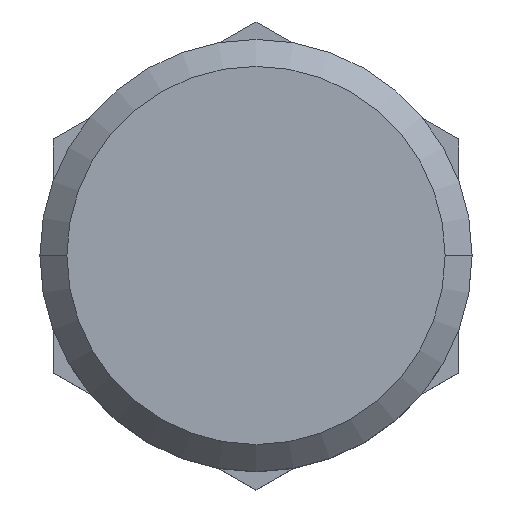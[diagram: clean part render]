
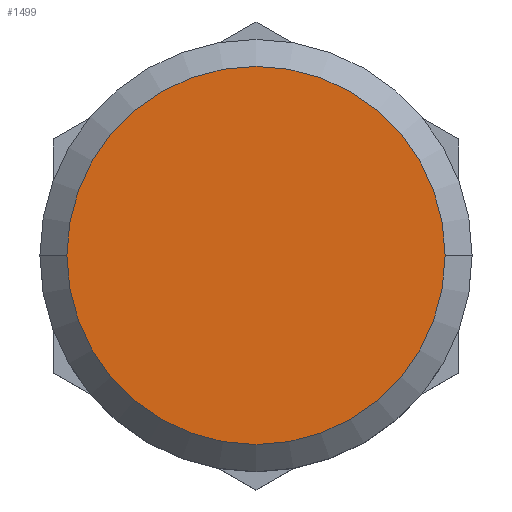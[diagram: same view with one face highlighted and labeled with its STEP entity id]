
A CAD part, top view. The second image highlights one B-rep face of the part: STEP entity #1499.
In plain terms, the highlighted planar face has unit normal (0, 0, 1).
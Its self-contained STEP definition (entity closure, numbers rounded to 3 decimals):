
#1155 = FACE_OUTER_BOUND ( 'NONE', #1764, .T. ) ;
#1170 = AXIS2_PLACEMENT_3D ( 'NONE', #2179, #2180, #2181 ) ;
#1499 = ADVANCED_FACE ( 'NONE', ( #1155 ), #2178, .F. ) ;
#1764 = EDGE_LOOP ( 'NONE', ( #1772, #1845 ) ) ;
#1772 = ORIENTED_EDGE ( 'NONE', *, *, #3225, .T. ) ;
#1845 = ORIENTED_EDGE ( 'NONE', *, *, #3265, .T. ) ;
#2178 = PLANE ( 'NONE',  #1170 ) ;
#2179 = CARTESIAN_POINT ( 'NONE',  ( 0., 0., 0. ) ) ;
#2180 = DIRECTION ( 'NONE',  ( 0., 0., -1. ) ) ;
#2181 = DIRECTION ( 'NONE',  ( -1., 0., 0. ) ) ;
#3225 = EDGE_CURVE ( 'NONE', #3592, #3443, #4391, .T. ) ;
#3265 = EDGE_CURVE ( 'NONE', #3443, #3592, #4410, .T. ) ;
#3443 = VERTEX_POINT ( 'NONE', #6522 ) ;
#3592 = VERTEX_POINT ( 'NONE', #6610 ) ;
#4391 = CIRCLE ( 'NONE', #7106, 14. ) ;
#4410 = CIRCLE ( 'NONE', #7123, 14. ) ;
#5809 = CARTESIAN_POINT ( 'NONE',  ( 0., 0., 0. ) ) ;
#5810 = DIRECTION ( 'NONE',  ( 0., 0., 1. ) ) ;
#5811 = DIRECTION ( 'NONE',  ( 1., 0., 0. ) ) ;
#6009 = CARTESIAN_POINT ( 'NONE',  ( 0., 0., 0. ) ) ;
#6010 = DIRECTION ( 'NONE',  ( 0., 0., 1. ) ) ;
#6011 = DIRECTION ( 'NONE',  ( 1., 0., 0. ) ) ;
#6522 = CARTESIAN_POINT ( 'NONE',  ( 14., 0., 0. ) ) ;
#6610 = CARTESIAN_POINT ( 'NONE',  ( -14., 0., 0. ) ) ;
#7106 = AXIS2_PLACEMENT_3D ( 'NONE', #5809, #5810, #5811 ) ;
#7123 = AXIS2_PLACEMENT_3D ( 'NONE', #6009, #6010, #6011 ) ;
